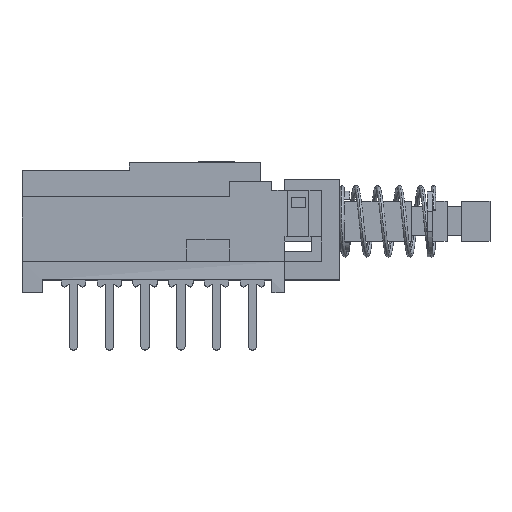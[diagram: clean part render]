
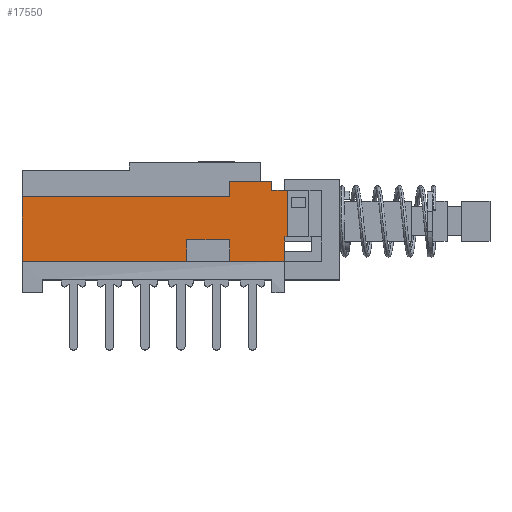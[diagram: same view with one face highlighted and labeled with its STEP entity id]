
A CAD part, top view. The second image highlights one B-rep face of the part: STEP entity #17550.
In plain terms, the highlighted face is planar.
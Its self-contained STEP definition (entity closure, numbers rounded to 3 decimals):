
#48 = CARTESIAN_POINT ( 'NONE',  ( -3.65, -2.8, -3.5 ) ) ;
#58 = CARTESIAN_POINT ( 'NONE',  ( -3.65, 2.8, -4.4 ) ) ;
#228 = DIRECTION ( 'NONE',  ( 0., 0., 1. ) ) ;
#407 = LINE ( 'NONE', #9780, #15788 ) ;
#876 = ORIENTED_EDGE ( 'NONE', *, *, #2179, .T. ) ;
#970 = CARTESIAN_POINT ( 'NONE',  ( -3.65, 1.7, -22.778 ) ) ;
#1017 = ORIENTED_EDGE ( 'NONE', *, *, #4164, .T. ) ;
#1220 = CARTESIAN_POINT ( 'NONE',  ( -3.65, 2.8, -22.778 ) ) ;
#1486 = DIRECTION ( 'NONE',  ( 0., -1., 0. ) ) ;
#1502 = CARTESIAN_POINT ( 'NONE',  ( -3.65, 2.171, -3.3 ) ) ;
#1578 = VECTOR ( 'NONE', #7856, 1000. ) ;
#1754 = VECTOR ( 'NONE', #15144, 1000. ) ;
#1759 = DIRECTION ( 'NONE',  ( 0., 1., 0. ) ) ;
#2030 = ORIENTED_EDGE ( 'NONE', *, *, #5061, .T. ) ;
#2032 = LINE ( 'NONE', #16499, #16911 ) ;
#2051 = VERTEX_POINT ( 'NONE', #6500 ) ;
#2179 = EDGE_CURVE ( 'NONE', #15187, #5378, #7834, .T. ) ;
#2309 = DIRECTION ( 'NONE',  ( -1., 0., 0. ) ) ;
#2575 = VERTEX_POINT ( 'NONE', #10372 ) ;
#3037 = VECTOR ( 'NONE', #4901, 1000. ) ;
#3069 = VECTOR ( 'NONE', #1486, 1000. ) ;
#3139 = LINE ( 'NONE', #4992, #1754 ) ;
#3235 = VERTEX_POINT ( 'NONE', #3414 ) ;
#3279 = VECTOR ( 'NONE', #3705, 1000. ) ;
#3282 = ORIENTED_EDGE ( 'NONE', *, *, #11092, .T. ) ;
#3414 = CARTESIAN_POINT ( 'NONE',  ( -3.65, -1.3, -10.35 ) ) ;
#3497 = CARTESIAN_POINT ( 'NONE',  ( -3.65, -1.1, -3.5 ) ) ;
#3705 = DIRECTION ( 'NONE',  ( 0., 0., -1. ) ) ;
#3958 = VERTEX_POINT ( 'NONE', #14895 ) ;
#4164 = EDGE_CURVE ( 'NONE', #18965, #11240, #3139, .T. ) ;
#4266 = VECTOR ( 'NONE', #228, 1000. ) ;
#4563 = ORIENTED_EDGE ( 'NONE', *, *, #13055, .T. ) ;
#4640 = CARTESIAN_POINT ( 'NONE',  ( -3.65, -1.1, -3.677 ) ) ;
#4674 = ORIENTED_EDGE ( 'NONE', *, *, #16372, .T. ) ;
#4901 = DIRECTION ( 'NONE',  ( 0., 0., -1. ) ) ;
#4926 = LINE ( 'NONE', #8634, #3069 ) ;
#4992 = CARTESIAN_POINT ( 'NONE',  ( -3.65, -2.8, -22.778 ) ) ;
#5061 = EDGE_CURVE ( 'NONE', #17955, #2051, #4926, .T. ) ;
#5226 = VERTEX_POINT ( 'NONE', #15127 ) ;
#5321 = DIRECTION ( 'NONE',  ( 0., 0., 1. ) ) ;
#5378 = VERTEX_POINT ( 'NONE', #3497 ) ;
#6025 = CARTESIAN_POINT ( 'NONE',  ( -3.65, -2.8, -10.35 ) ) ;
#6096 = VECTOR ( 'NONE', #8295, 1000. ) ;
#6255 = AXIS2_PLACEMENT_3D ( 'NONE', #6857, #2309, #8346 ) ;
#6500 = CARTESIAN_POINT ( 'NONE',  ( -3.65, 1.7, -7.35 ) ) ;
#6641 = VERTEX_POINT ( 'NONE', #58 ) ;
#6830 = DIRECTION ( 'NONE',  ( 0., -1., 0. ) ) ;
#6857 = CARTESIAN_POINT ( 'NONE',  ( -3.65, -3.08, -22.778 ) ) ;
#7132 = LINE ( 'NONE', #1220, #10659 ) ;
#7247 = VECTOR ( 'NONE', #6830, 1000. ) ;
#7834 = LINE ( 'NONE', #17163, #9223 ) ;
#7856 = DIRECTION ( 'NONE',  ( 0., 0., 1. ) ) ;
#8295 = DIRECTION ( 'NONE',  ( 0., 1., 0. ) ) ;
#8346 = DIRECTION ( 'NONE',  ( 0., 0., 1. ) ) ;
#8519 = EDGE_CURVE ( 'NONE', #2051, #2575, #13296, .T. ) ;
#8634 = CARTESIAN_POINT ( 'NONE',  ( -3.65, -3.08, -7.35 ) ) ;
#8914 = ORIENTED_EDGE ( 'NONE', *, *, #18749, .T. ) ;
#9109 = CARTESIAN_POINT ( 'NONE',  ( -3.65, 2.8, -7.35 ) ) ;
#9223 = VECTOR ( 'NONE', #18861, 1000. ) ;
#9333 = LINE ( 'NONE', #10813, #3037 ) ;
#9694 = CARTESIAN_POINT ( 'NONE',  ( -3.65, -3.08, -10.35 ) ) ;
#9780 = CARTESIAN_POINT ( 'NONE',  ( -3.65, -2.8, -22.778 ) ) ;
#10372 = CARTESIAN_POINT ( 'NONE',  ( -3.65, 1.7, -21.85 ) ) ;
#10502 = ORIENTED_EDGE ( 'NONE', *, *, #12347, .F. ) ;
#10589 = VECTOR ( 'NONE', #15655, 1000. ) ;
#10659 = VECTOR ( 'NONE', #15865, 1000. ) ;
#10677 = LINE ( 'NONE', #12441, #1578 ) ;
#10717 = VERTEX_POINT ( 'NONE', #16619 ) ;
#10813 = CARTESIAN_POINT ( 'NONE',  ( -3.65, 2.171, -22.778 ) ) ;
#11060 = EDGE_CURVE ( 'NONE', #5226, #6641, #17273, .T. ) ;
#11092 = EDGE_CURVE ( 'NONE', #11240, #3235, #11293, .T. ) ;
#11198 = ORIENTED_EDGE ( 'NONE', *, *, #11060, .T. ) ;
#11240 = VERTEX_POINT ( 'NONE', #6025 ) ;
#11293 = LINE ( 'NONE', #9694, #6096 ) ;
#11764 = ORIENTED_EDGE ( 'NONE', *, *, #8519, .T. ) ;
#11945 = ORIENTED_EDGE ( 'NONE', *, *, #17140, .T. ) ;
#12248 = DIRECTION ( 'NONE',  ( 0., 1., 0. ) ) ;
#12347 = EDGE_CURVE ( 'NONE', #18965, #2575, #2032, .T. ) ;
#12441 = CARTESIAN_POINT ( 'NONE',  ( -3.65, -1.3, -22.778 ) ) ;
#12817 = CARTESIAN_POINT ( 'NONE',  ( -3.65, 2.14, -4.4 ) ) ;
#13055 = EDGE_CURVE ( 'NONE', #5378, #10717, #15668, .T. ) ;
#13296 = LINE ( 'NONE', #970, #3279 ) ;
#13405 = ORIENTED_EDGE ( 'NONE', *, *, #16842, .T. ) ;
#14086 = CARTESIAN_POINT ( 'NONE',  ( -3.65, -2.8, -21.85 ) ) ;
#14164 = EDGE_LOOP ( 'NONE', ( #4563, #17298, #8914, #11198, #11945, #2030, #11764, #10502, #1017, #3282, #13405, #16512, #4674, #876 ) ) ;
#14222 = VERTEX_POINT ( 'NONE', #18586 ) ;
#14895 = CARTESIAN_POINT ( 'NONE',  ( -3.65, -1.3, -7.35 ) ) ;
#15127 = CARTESIAN_POINT ( 'NONE',  ( -3.65, 2.171, -4.4 ) ) ;
#15144 = DIRECTION ( 'NONE',  ( 0., 0., 1. ) ) ;
#15145 = LINE ( 'NONE', #18277, #17946 ) ;
#15187 = VERTEX_POINT ( 'NONE', #48 ) ;
#15367 = EDGE_CURVE ( 'NONE', #10717, #17792, #15145, .T. ) ;
#15655 = DIRECTION ( 'NONE',  ( 0., 1., 0. ) ) ;
#15668 = LINE ( 'NONE', #4640, #4266 ) ;
#15788 = VECTOR ( 'NONE', #5321, 1000. ) ;
#15865 = DIRECTION ( 'NONE',  ( 0., 0., -1. ) ) ;
#16372 = EDGE_CURVE ( 'NONE', #14222, #15187, #407, .T. ) ;
#16499 = CARTESIAN_POINT ( 'NONE',  ( -3.65, -4.273, -21.85 ) ) ;
#16512 = ORIENTED_EDGE ( 'NONE', *, *, #18376, .T. ) ;
#16619 = CARTESIAN_POINT ( 'NONE',  ( -3.65, -1.1, -3.3 ) ) ;
#16793 = LINE ( 'NONE', #17288, #7247 ) ;
#16842 = EDGE_CURVE ( 'NONE', #3235, #3958, #10677, .T. ) ;
#16911 = VECTOR ( 'NONE', #12248, 1000. ) ;
#17140 = EDGE_CURVE ( 'NONE', #6641, #17955, #7132, .T. ) ;
#17163 = CARTESIAN_POINT ( 'NONE',  ( -3.65, -3.08, -3.5 ) ) ;
#17273 = LINE ( 'NONE', #12817, #10589 ) ;
#17288 = CARTESIAN_POINT ( 'NONE',  ( -3.65, -3.08, -7.35 ) ) ;
#17298 = ORIENTED_EDGE ( 'NONE', *, *, #15367, .T. ) ;
#17550 = ADVANCED_FACE ( 'NONE', ( #17551 ), #18574, .T. ) ;
#17551 = FACE_OUTER_BOUND ( 'NONE', #14164, .T. ) ;
#17792 = VERTEX_POINT ( 'NONE', #1502 ) ;
#17946 = VECTOR ( 'NONE', #1759, 1000. ) ;
#17955 = VERTEX_POINT ( 'NONE', #9109 ) ;
#18277 = CARTESIAN_POINT ( 'NONE',  ( -3.65, -3.08, -3.3 ) ) ;
#18376 = EDGE_CURVE ( 'NONE', #3958, #14222, #16793, .T. ) ;
#18574 = PLANE ( 'NONE',  #6255 ) ;
#18586 = CARTESIAN_POINT ( 'NONE',  ( -3.65, -2.8, -7.35 ) ) ;
#18749 = EDGE_CURVE ( 'NONE', #17792, #5226, #9333, .T. ) ;
#18861 = DIRECTION ( 'NONE',  ( 0., 1., 0. ) ) ;
#18965 = VERTEX_POINT ( 'NONE', #14086 ) ;
